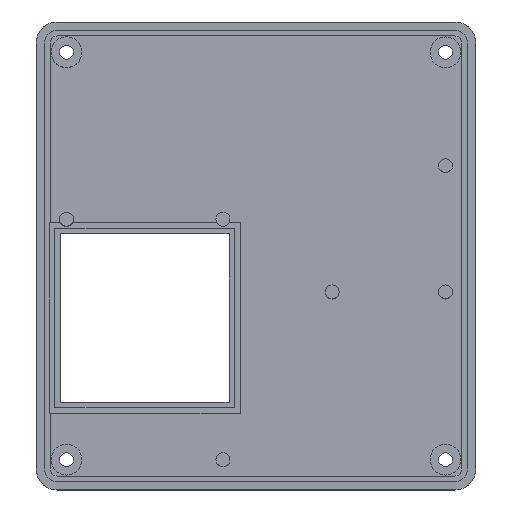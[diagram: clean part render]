
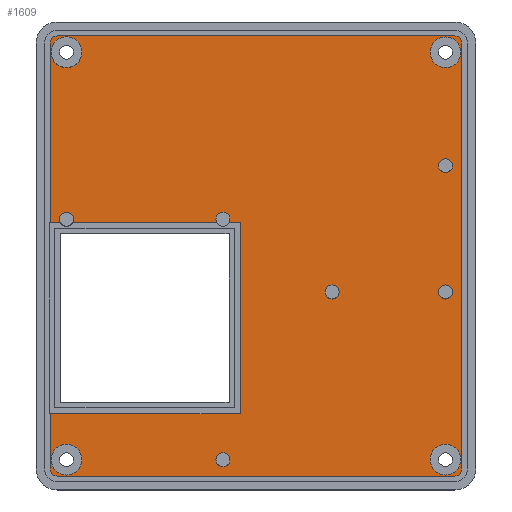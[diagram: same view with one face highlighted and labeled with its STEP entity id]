
A CAD part, top view. The second image highlights one B-rep face of the part: STEP entity #1609.
In plain terms, the highlighted planar face has unit normal (0, 0, 1).
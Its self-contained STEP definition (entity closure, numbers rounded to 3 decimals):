
#1114 = VERTEX_POINT('',#1115);
#1115 = CARTESIAN_POINT('',(29.21,-96.52,-22.2));
#1123 = VERTEX_POINT('',#1124);
#1124 = CARTESIAN_POINT('',(27.94,-95.25,-22.2));
#1130 = EDGE_CURVE('',#1114,#1123,#1131,.T.);
#1131 = CIRCLE('',#1132,1.27);
#1132 = AXIS2_PLACEMENT_3D('',#1133,#1134,#1135);
#1133 = CARTESIAN_POINT('',(29.21,-95.25,-22.2));
#1134 = DIRECTION('',(0.,0.,-1.));
#1135 = DIRECTION('',(1.,0.,0.));
#1146 = VERTEX_POINT('',#1147);
#1147 = CARTESIAN_POINT('',(100.33,-96.52,-22.2));
#1155 = EDGE_CURVE('',#1146,#1114,#1156,.T.);
#1156 = LINE('',#1157,#1158);
#1157 = CARTESIAN_POINT('',(100.33,-96.52,-22.2));
#1158 = VECTOR('',#1159,1.);
#1159 = DIRECTION('',(-1.,0.,0.));
#1170 = VERTEX_POINT('',#1171);
#1171 = CARTESIAN_POINT('',(101.6,-95.25,-22.2));
#1179 = EDGE_CURVE('',#1170,#1146,#1180,.T.);
#1180 = CIRCLE('',#1181,1.27);
#1181 = AXIS2_PLACEMENT_3D('',#1182,#1183,#1184);
#1182 = CARTESIAN_POINT('',(100.33,-95.25,-22.2));
#1183 = DIRECTION('',(0.,0.,-1.));
#1184 = DIRECTION('',(1.,0.,0.));
#1195 = VERTEX_POINT('',#1196);
#1196 = CARTESIAN_POINT('',(101.6,-19.05,-22.2));
#1204 = EDGE_CURVE('',#1195,#1170,#1205,.T.);
#1205 = LINE('',#1206,#1207);
#1206 = CARTESIAN_POINT('',(101.6,-19.05,-22.2));
#1207 = VECTOR('',#1208,1.);
#1208 = DIRECTION('',(0.,-1.,0.));
#1219 = VERTEX_POINT('',#1220);
#1220 = CARTESIAN_POINT('',(100.33,-17.78,-22.2));
#1228 = EDGE_CURVE('',#1219,#1195,#1229,.T.);
#1229 = CIRCLE('',#1230,1.27);
#1230 = AXIS2_PLACEMENT_3D('',#1231,#1232,#1233);
#1231 = CARTESIAN_POINT('',(100.33,-19.05,-22.2));
#1232 = DIRECTION('',(0.,0.,-1.));
#1233 = DIRECTION('',(1.,0.,0.));
#1244 = VERTEX_POINT('',#1245);
#1245 = CARTESIAN_POINT('',(29.21,-17.78,-22.2));
#1253 = EDGE_CURVE('',#1244,#1219,#1254,.T.);
#1254 = LINE('',#1255,#1256);
#1255 = CARTESIAN_POINT('',(29.21,-17.78,-22.2));
#1256 = VECTOR('',#1257,1.);
#1257 = DIRECTION('',(1.,0.,0.));
#1268 = VERTEX_POINT('',#1269);
#1269 = CARTESIAN_POINT('',(27.94,-19.05,-22.2));
#1277 = EDGE_CURVE('',#1268,#1244,#1278,.T.);
#1278 = CIRCLE('',#1279,1.27);
#1279 = AXIS2_PLACEMENT_3D('',#1280,#1281,#1282);
#1280 = CARTESIAN_POINT('',(29.21,-19.05,-22.2));
#1281 = DIRECTION('',(0.,0.,-1.));
#1282 = DIRECTION('',(1.,0.,0.));
#1292 = EDGE_CURVE('',#1293,#1268,#1295,.T.);
#1293 = VERTEX_POINT('',#1294);
#1294 = CARTESIAN_POINT('',(27.94,-51.189,-22.2));
#1295 = LINE('',#1296,#1297);
#1296 = CARTESIAN_POINT('',(27.94,-95.25,-22.2));
#1297 = VECTOR('',#1298,1.);
#1298 = DIRECTION('',(0.,1.,0.));
#1316 = EDGE_CURVE('',#1317,#1293,#1319,.T.);
#1317 = VERTEX_POINT('',#1318);
#1318 = CARTESIAN_POINT('',(29.759,-51.189,-22.2));
#1319 = LINE('',#1320,#1321);
#1320 = CARTESIAN_POINT('',(61.941,-51.189,-22.2));
#1321 = VECTOR('',#1322,1.);
#1322 = DIRECTION('',(-1.,0.,0.));
#1391 = VERTEX_POINT('',#1392);
#1392 = CARTESIAN_POINT('',(61.941,-85.348,-22.2));
#1398 = EDGE_CURVE('',#1399,#1391,#1401,.T.);
#1399 = VERTEX_POINT('',#1400);
#1400 = CARTESIAN_POINT('',(27.94,-85.348,-22.2));
#1401 = LINE('',#1402,#1403);
#1402 = CARTESIAN_POINT('',(27.781,-85.348,-22.2));
#1403 = VECTOR('',#1404,1.);
#1404 = DIRECTION('',(1.,0.,0.));
#1420 = EDGE_CURVE('',#1123,#1399,#1421,.T.);
#1421 = LINE('',#1422,#1423);
#1422 = CARTESIAN_POINT('',(27.94,-95.25,-22.2));
#1423 = VECTOR('',#1424,1.);
#1424 = DIRECTION('',(0.,1.,0.));
#1609 = ADVANCED_FACE('',(#1610,#1681,#1692,#1703,#1714,#1725,#1736,
    #1747,#1758),#1769,.T.);
#1610 = FACE_BOUND('',#1611,.T.);
#1611 = EDGE_LOOP('',(#1612,#1613,#1614,#1615,#1616,#1617,#1618,#1619,
    #1620,#1621,#1622,#1631,#1640,#1648,#1657,#1666,#1674,#1680));
#1612 = ORIENTED_EDGE('',*,*,#1420,.F.);
#1613 = ORIENTED_EDGE('',*,*,#1130,.F.);
#1614 = ORIENTED_EDGE('',*,*,#1155,.F.);
#1615 = ORIENTED_EDGE('',*,*,#1179,.F.);
#1616 = ORIENTED_EDGE('',*,*,#1204,.F.);
#1617 = ORIENTED_EDGE('',*,*,#1228,.F.);
#1618 = ORIENTED_EDGE('',*,*,#1253,.F.);
#1619 = ORIENTED_EDGE('',*,*,#1277,.F.);
#1620 = ORIENTED_EDGE('',*,*,#1292,.F.);
#1621 = ORIENTED_EDGE('',*,*,#1316,.F.);
#1622 = ORIENTED_EDGE('',*,*,#1623,.T.);
#1623 = EDGE_CURVE('',#1317,#1624,#1626,.T.);
#1624 = VERTEX_POINT('',#1625);
#1625 = CARTESIAN_POINT('',(32.111,-50.599,-22.2));
#1626 = CIRCLE('',#1627,1.25);
#1627 = AXIS2_PLACEMENT_3D('',#1628,#1629,#1630);
#1628 = CARTESIAN_POINT('',(30.861,-50.599,-22.2));
#1629 = DIRECTION('',(0.,0.,-1.));
#1630 = DIRECTION('',(1.,0.,0.));
#1631 = ORIENTED_EDGE('',*,*,#1632,.T.);
#1632 = EDGE_CURVE('',#1624,#1633,#1635,.T.);
#1633 = VERTEX_POINT('',#1634);
#1634 = CARTESIAN_POINT('',(31.963,-51.189,-22.2));
#1635 = CIRCLE('',#1636,1.25);
#1636 = AXIS2_PLACEMENT_3D('',#1637,#1638,#1639);
#1637 = CARTESIAN_POINT('',(30.861,-50.599,-22.2));
#1638 = DIRECTION('',(0.,0.,-1.));
#1639 = DIRECTION('',(1.,0.,0.));
#1640 = ORIENTED_EDGE('',*,*,#1641,.F.);
#1641 = EDGE_CURVE('',#1642,#1633,#1644,.T.);
#1642 = VERTEX_POINT('',#1643);
#1643 = CARTESIAN_POINT('',(57.759,-51.189,-22.2));
#1644 = LINE('',#1645,#1646);
#1645 = CARTESIAN_POINT('',(61.941,-51.189,-22.2));
#1646 = VECTOR('',#1647,1.);
#1647 = DIRECTION('',(-1.,0.,0.));
#1648 = ORIENTED_EDGE('',*,*,#1649,.T.);
#1649 = EDGE_CURVE('',#1642,#1650,#1652,.T.);
#1650 = VERTEX_POINT('',#1651);
#1651 = CARTESIAN_POINT('',(60.111,-50.599,-22.2));
#1652 = CIRCLE('',#1653,1.25);
#1653 = AXIS2_PLACEMENT_3D('',#1654,#1655,#1656);
#1654 = CARTESIAN_POINT('',(58.861,-50.599,-22.2));
#1655 = DIRECTION('',(0.,0.,-1.));
#1656 = DIRECTION('',(1.,0.,0.));
#1657 = ORIENTED_EDGE('',*,*,#1658,.T.);
#1658 = EDGE_CURVE('',#1650,#1659,#1661,.T.);
#1659 = VERTEX_POINT('',#1660);
#1660 = CARTESIAN_POINT('',(59.963,-51.189,-22.2));
#1661 = CIRCLE('',#1662,1.25);
#1662 = AXIS2_PLACEMENT_3D('',#1663,#1664,#1665);
#1663 = CARTESIAN_POINT('',(58.861,-50.599,-22.2));
#1664 = DIRECTION('',(0.,0.,-1.));
#1665 = DIRECTION('',(1.,0.,0.));
#1666 = ORIENTED_EDGE('',*,*,#1667,.F.);
#1667 = EDGE_CURVE('',#1668,#1659,#1670,.T.);
#1668 = VERTEX_POINT('',#1669);
#1669 = CARTESIAN_POINT('',(61.941,-51.189,-22.2));
#1670 = LINE('',#1671,#1672);
#1671 = CARTESIAN_POINT('',(61.941,-51.189,-22.2));
#1672 = VECTOR('',#1673,1.);
#1673 = DIRECTION('',(-1.,0.,0.));
#1674 = ORIENTED_EDGE('',*,*,#1675,.F.);
#1675 = EDGE_CURVE('',#1391,#1668,#1676,.T.);
#1676 = LINE('',#1677,#1678);
#1677 = CARTESIAN_POINT('',(61.941,-85.348,-22.2));
#1678 = VECTOR('',#1679,1.);
#1679 = DIRECTION('',(0.,1.,0.));
#1680 = ORIENTED_EDGE('',*,*,#1398,.F.);
#1681 = FACE_BOUND('',#1682,.T.);
#1682 = EDGE_LOOP('',(#1683));
#1683 = ORIENTED_EDGE('',*,*,#1684,.T.);
#1684 = EDGE_CURVE('',#1685,#1685,#1687,.T.);
#1685 = VERTEX_POINT('',#1686);
#1686 = CARTESIAN_POINT('',(33.611,-93.599,-22.2));
#1687 = CIRCLE('',#1688,2.75);
#1688 = AXIS2_PLACEMENT_3D('',#1689,#1690,#1691);
#1689 = CARTESIAN_POINT('',(30.861,-93.599,-22.2));
#1690 = DIRECTION('',(0.,0.,-1.));
#1691 = DIRECTION('',(1.,0.,0.));
#1692 = FACE_BOUND('',#1693,.T.);
#1693 = EDGE_LOOP('',(#1694));
#1694 = ORIENTED_EDGE('',*,*,#1695,.T.);
#1695 = EDGE_CURVE('',#1696,#1696,#1698,.T.);
#1696 = VERTEX_POINT('',#1697);
#1697 = CARTESIAN_POINT('',(60.111,-93.599,-22.2));
#1698 = CIRCLE('',#1699,1.25);
#1699 = AXIS2_PLACEMENT_3D('',#1700,#1701,#1702);
#1700 = CARTESIAN_POINT('',(58.861,-93.599,-22.2));
#1701 = DIRECTION('',(0.,0.,-1.));
#1702 = DIRECTION('',(1.,0.,0.));
#1703 = FACE_BOUND('',#1704,.T.);
#1704 = EDGE_LOOP('',(#1705));
#1705 = ORIENTED_EDGE('',*,*,#1706,.T.);
#1706 = EDGE_CURVE('',#1707,#1707,#1709,.T.);
#1707 = VERTEX_POINT('',#1708);
#1708 = CARTESIAN_POINT('',(101.429,-93.599,-22.2));
#1709 = CIRCLE('',#1710,2.75);
#1710 = AXIS2_PLACEMENT_3D('',#1711,#1712,#1713);
#1711 = CARTESIAN_POINT('',(98.679,-93.599,-22.2));
#1712 = DIRECTION('',(0.,0.,-1.));
#1713 = DIRECTION('',(1.,0.,0.));
#1714 = FACE_BOUND('',#1715,.T.);
#1715 = EDGE_LOOP('',(#1716));
#1716 = ORIENTED_EDGE('',*,*,#1717,.T.);
#1717 = EDGE_CURVE('',#1718,#1718,#1720,.T.);
#1718 = VERTEX_POINT('',#1719);
#1719 = CARTESIAN_POINT('',(79.629,-63.599,-22.2));
#1720 = CIRCLE('',#1721,1.25);
#1721 = AXIS2_PLACEMENT_3D('',#1722,#1723,#1724);
#1722 = CARTESIAN_POINT('',(78.379,-63.599,-22.2));
#1723 = DIRECTION('',(0.,0.,-1.));
#1724 = DIRECTION('',(1.,0.,0.));
#1725 = FACE_BOUND('',#1726,.T.);
#1726 = EDGE_LOOP('',(#1727));
#1727 = ORIENTED_EDGE('',*,*,#1728,.T.);
#1728 = EDGE_CURVE('',#1729,#1729,#1731,.T.);
#1729 = VERTEX_POINT('',#1730);
#1730 = CARTESIAN_POINT('',(99.929,-63.599,-22.2));
#1731 = CIRCLE('',#1732,1.25);
#1732 = AXIS2_PLACEMENT_3D('',#1733,#1734,#1735);
#1733 = CARTESIAN_POINT('',(98.679,-63.599,-22.2));
#1734 = DIRECTION('',(0.,0.,-1.));
#1735 = DIRECTION('',(1.,0.,0.));
#1736 = FACE_BOUND('',#1737,.T.);
#1737 = EDGE_LOOP('',(#1738));
#1738 = ORIENTED_EDGE('',*,*,#1739,.T.);
#1739 = EDGE_CURVE('',#1740,#1740,#1742,.T.);
#1740 = VERTEX_POINT('',#1741);
#1741 = CARTESIAN_POINT('',(33.611,-20.701,-22.2));
#1742 = CIRCLE('',#1743,2.75);
#1743 = AXIS2_PLACEMENT_3D('',#1744,#1745,#1746);
#1744 = CARTESIAN_POINT('',(30.861,-20.701,-22.2));
#1745 = DIRECTION('',(0.,0.,-1.));
#1746 = DIRECTION('',(1.,0.,0.));
#1747 = FACE_BOUND('',#1748,.T.);
#1748 = EDGE_LOOP('',(#1749));
#1749 = ORIENTED_EDGE('',*,*,#1750,.T.);
#1750 = EDGE_CURVE('',#1751,#1751,#1753,.T.);
#1751 = VERTEX_POINT('',#1752);
#1752 = CARTESIAN_POINT('',(99.929,-41.001,-22.2));
#1753 = CIRCLE('',#1754,1.25);
#1754 = AXIS2_PLACEMENT_3D('',#1755,#1756,#1757);
#1755 = CARTESIAN_POINT('',(98.679,-41.001,-22.2));
#1756 = DIRECTION('',(0.,0.,-1.));
#1757 = DIRECTION('',(1.,0.,0.));
#1758 = FACE_BOUND('',#1759,.T.);
#1759 = EDGE_LOOP('',(#1760));
#1760 = ORIENTED_EDGE('',*,*,#1761,.T.);
#1761 = EDGE_CURVE('',#1762,#1762,#1764,.T.);
#1762 = VERTEX_POINT('',#1763);
#1763 = CARTESIAN_POINT('',(101.429,-20.701,-22.2));
#1764 = CIRCLE('',#1765,2.75);
#1765 = AXIS2_PLACEMENT_3D('',#1766,#1767,#1768);
#1766 = CARTESIAN_POINT('',(98.679,-20.701,-22.2));
#1767 = DIRECTION('',(0.,0.,-1.));
#1768 = DIRECTION('',(1.,0.,0.));
#1769 = PLANE('',#1770);
#1770 = AXIS2_PLACEMENT_3D('',#1771,#1772,#1773);
#1771 = CARTESIAN_POINT('',(64.77,-57.15,-22.2));
#1772 = DIRECTION('',(0.,0.,1.));
#1773 = DIRECTION('',(1.,0.,0.));
